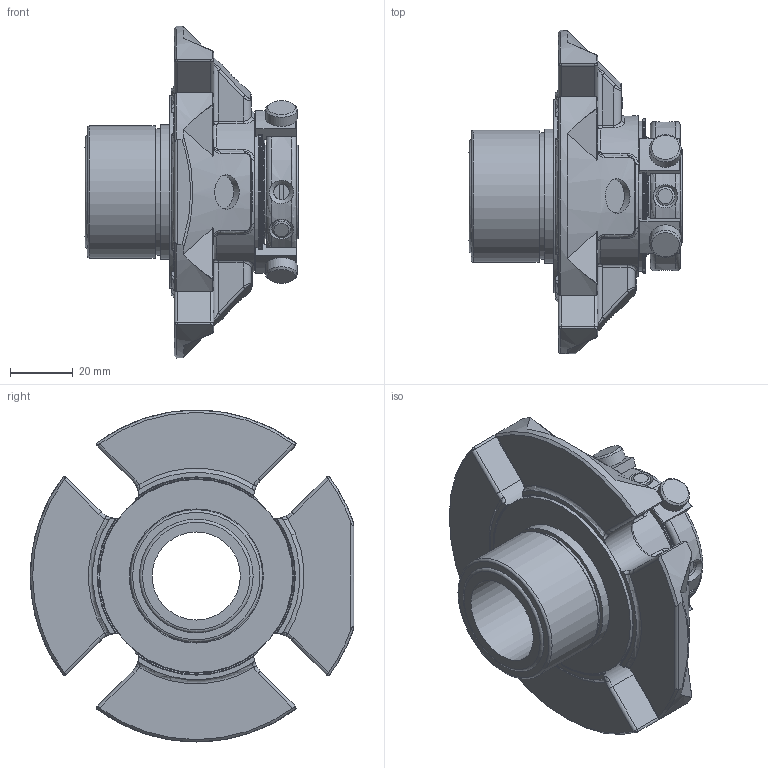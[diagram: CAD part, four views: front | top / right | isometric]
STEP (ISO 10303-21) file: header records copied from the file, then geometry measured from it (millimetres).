
FILE_DESCRIPTION(/* description */ ('Unknown'),/* implementation_level */ '2;1');
FILE_NAME(/* name */ '28mm',/* time_stamp */ '2023-02-14T09:52:17+00:00',/* author */ ('Unknown'),/* organization */ ('Unknown'),/* preprocessor_version */ 'ST-DEVELOPER v16.7',/* originating_system */ 'Solid Edge',/* authorisation */ 'Unknown');
FILE_SCHEMA (('AUTOMOTIVE_DESIGN {1 0 10303 214 3 1 1}'));
Length unit declared in the file: millimetre
Products named in the file (1): 28mm
Bounding box: 67.94 x 102.7 x 105.41 mm (x, y, z)
Volume: 150893.6 mm3; surface area: 38240.5 mm2
Topology: 1 solids, 1 shells, 627 faces, 1615 edges, 1029 vertices
Faces by surface type: plane 235, cylinder 164, torus 84, bspline 84, cone 36, sphere 24
Full cylindrical faces by diameter (mm): 2.821 x1, 4.917 x2, 6 x7, 10 x4, 10.998 x3, 27.991 x1, 29.972 x2, 37.084 x1, 40.157 x1, 41.961 x1, 42.596 x1, 47.574 x1, 49.098 x1, 61.316 x1
Entity records: 25712 total; most frequent: CARTESIAN_POINT 7353, ORIENTED_EDGE 2996, DIRECTION 2693, EDGE_CURVE 1498, AXIS2_PLACEMENT_3D 1082, VERTEX_POINT 979, EDGE_LOOP 735, FACE_BOUND 735
